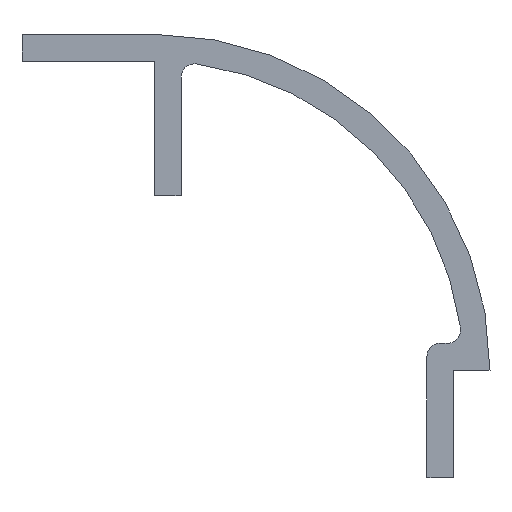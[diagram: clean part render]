
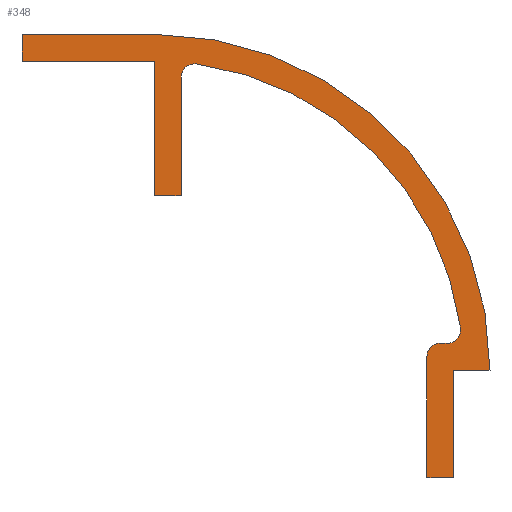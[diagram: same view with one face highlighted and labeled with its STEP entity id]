
A CAD part, front view. The second image highlights one B-rep face of the part: STEP entity #348.
In plain terms, the highlighted planar face has unit normal (0, -1, 0).
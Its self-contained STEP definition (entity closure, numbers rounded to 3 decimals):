
#37=FACE_OUTER_BOUND('',#55,.T.);
#55=EDGE_LOOP('',(#302,#303,#304,#305,#306,#307,#308,#309,#310,#311,#312,
#313,#314,#315,#316,#317));
#68=LINE('',#525,#106);
#73=LINE('',#541,#111);
#75=LINE('',#545,#113);
#77=LINE('',#549,#115);
#79=LINE('',#553,#117);
#81=LINE('',#557,#119);
#83=LINE('',#561,#121);
#86=LINE('',#569,#124);
#88=LINE('',#573,#126);
#90=LINE('',#577,#128);
#92=LINE('',#581,#130);
#106=VECTOR('',#419,10.);
#111=VECTOR('',#438,10.);
#113=VECTOR('',#442,10.);
#115=VECTOR('',#446,10.);
#117=VECTOR('',#450,10.);
#119=VECTOR('',#454,10.);
#121=VECTOR('',#458,10.);
#124=VECTOR('',#467,10.);
#126=VECTOR('',#471,10.);
#128=VECTOR('',#475,10.);
#130=VECTOR('',#479,10.);
#137=CIRCLE('',#371,1.);
#138=CIRCLE('',#373,23.019);
#139=CIRCLE('',#375,1.);
#140=CIRCLE('',#383,25.);
#141=CIRCLE('',#389,1.);
#158=VERTEX_POINT('',#522);
#159=VERTEX_POINT('',#524);
#160=VERTEX_POINT('',#528);
#161=VERTEX_POINT('',#532);
#162=VERTEX_POINT('',#536);
#163=VERTEX_POINT('',#540);
#164=VERTEX_POINT('',#544);
#165=VERTEX_POINT('',#548);
#166=VERTEX_POINT('',#552);
#167=VERTEX_POINT('',#556);
#168=VERTEX_POINT('',#560);
#169=VERTEX_POINT('',#564);
#170=VERTEX_POINT('',#568);
#171=VERTEX_POINT('',#572);
#172=VERTEX_POINT('',#576);
#173=VERTEX_POINT('',#580);
#191=EDGE_CURVE('',#159,#158,#68,.T.);
#193=EDGE_CURVE('',#160,#159,#137,.T.);
#195=EDGE_CURVE('',#161,#160,#138,.T.);
#197=EDGE_CURVE('',#162,#161,#139,.T.);
#199=EDGE_CURVE('',#163,#162,#73,.T.);
#201=EDGE_CURVE('',#164,#163,#75,.T.);
#203=EDGE_CURVE('',#165,#164,#77,.T.);
#205=EDGE_CURVE('',#166,#165,#79,.T.);
#207=EDGE_CURVE('',#167,#166,#81,.F.);
#209=EDGE_CURVE('',#168,#167,#83,.T.);
#211=EDGE_CURVE('',#169,#168,#140,.T.);
#213=EDGE_CURVE('',#170,#169,#86,.T.);
#215=EDGE_CURVE('',#171,#170,#88,.T.);
#217=EDGE_CURVE('',#172,#171,#90,.T.);
#219=EDGE_CURVE('',#173,#172,#92,.T.);
#221=EDGE_CURVE('',#158,#173,#141,.T.);
#302=ORIENTED_EDGE('',*,*,#221,.T.);
#303=ORIENTED_EDGE('',*,*,#219,.T.);
#304=ORIENTED_EDGE('',*,*,#217,.T.);
#305=ORIENTED_EDGE('',*,*,#215,.T.);
#306=ORIENTED_EDGE('',*,*,#213,.T.);
#307=ORIENTED_EDGE('',*,*,#211,.T.);
#308=ORIENTED_EDGE('',*,*,#209,.T.);
#309=ORIENTED_EDGE('',*,*,#207,.T.);
#310=ORIENTED_EDGE('',*,*,#205,.T.);
#311=ORIENTED_EDGE('',*,*,#203,.T.);
#312=ORIENTED_EDGE('',*,*,#201,.T.);
#313=ORIENTED_EDGE('',*,*,#199,.T.);
#314=ORIENTED_EDGE('',*,*,#197,.T.);
#315=ORIENTED_EDGE('',*,*,#195,.T.);
#316=ORIENTED_EDGE('',*,*,#193,.T.);
#317=ORIENTED_EDGE('',*,*,#191,.T.);
#330=PLANE('',#390);
#348=ADVANCED_FACE('',(#37),#330,.T.);
#371=AXIS2_PLACEMENT_3D('',#529,#423,#424);
#373=AXIS2_PLACEMENT_3D('',#533,#428,#429);
#375=AXIS2_PLACEMENT_3D('',#537,#433,#434);
#383=AXIS2_PLACEMENT_3D('',#565,#462,#463);
#389=AXIS2_PLACEMENT_3D('',#584,#483,#484);
#390=AXIS2_PLACEMENT_3D('',#585,#485,#486);
#419=DIRECTION('',(-1.,0.,0.));
#423=DIRECTION('center_axis',(0.,1.,0.));
#424=DIRECTION('ref_axis',(0.,0.,-1.));
#428=DIRECTION('center_axis',(0.,1.,0.));
#429=DIRECTION('ref_axis',(0.991,0.,0.136));
#433=DIRECTION('center_axis',(0.,1.,0.));
#434=DIRECTION('ref_axis',(0.136,0.,0.991));
#438=DIRECTION('',(0.,0.,1.));
#442=DIRECTION('',(1.,0.,0.));
#446=DIRECTION('',(0.,0.,-1.));
#450=DIRECTION('',(1.,0.,0.));
#454=DIRECTION('',(0.,0.,1.));
#458=DIRECTION('',(-1.,0.,0.));
#462=DIRECTION('center_axis',(0.,-1.,0.));
#463=DIRECTION('ref_axis',(1.,0.,0.));
#467=DIRECTION('',(1.,0.,0.));
#471=DIRECTION('',(0.,0.,1.));
#475=DIRECTION('',(1.,0.,0.));
#479=DIRECTION('',(0.,0.,-1.));
#483=DIRECTION('center_axis',(0.,-1.,0.));
#484=DIRECTION('ref_axis',(0.,0.,1.));
#485=DIRECTION('center_axis',(0.,-1.,0.));
#486=DIRECTION('ref_axis',(1.,0.,0.));
#522=CARTESIAN_POINT('',(242.262,-111.959,168.478));
#524=CARTESIAN_POINT('',(242.777,-111.959,168.478));
#525=CARTESIAN_POINT('',(242.262,-111.959,168.478));
#528=CARTESIAN_POINT('',(243.767,-111.959,169.614));
#529=CARTESIAN_POINT('Origin',(242.777,-111.959,169.478));
#532=CARTESIAN_POINT('',(224.099,-111.959,189.282));
#533=CARTESIAN_POINT('Origin',(220.963,-111.959,166.478));
#536=CARTESIAN_POINT('',(222.963,-111.959,188.292));
#537=CARTESIAN_POINT('Origin',(223.963,-111.959,188.292));
#540=CARTESIAN_POINT('',(222.963,-111.959,179.477));
#541=CARTESIAN_POINT('',(222.963,-111.959,179.477));
#544=CARTESIAN_POINT('',(220.963,-111.959,179.477));
#545=CARTESIAN_POINT('',(222.963,-111.959,179.477));
#548=CARTESIAN_POINT('',(220.963,-111.959,189.477));
#549=CARTESIAN_POINT('',(220.963,-111.959,179.477));
#552=CARTESIAN_POINT('',(211.109,-111.959,189.477));
#553=CARTESIAN_POINT('',(210.963,-111.959,189.477));
#556=CARTESIAN_POINT('',(211.109,-111.959,191.477));
#557=CARTESIAN_POINT('',(211.108,-111.959,183.227));
#560=CARTESIAN_POINT('',(221.108,-111.959,191.477));
#561=CARTESIAN_POINT('',(221.108,-111.959,191.477));
#564=CARTESIAN_POINT('',(245.963,-111.959,166.478));
#565=CARTESIAN_POINT('Origin',(220.963,-111.959,166.478));
#568=CARTESIAN_POINT('',(243.262,-111.959,166.478));
#569=CARTESIAN_POINT('',(243.262,-111.959,166.478));
#572=CARTESIAN_POINT('',(243.262,-111.959,158.478));
#573=CARTESIAN_POINT('',(243.262,-111.959,158.478));
#576=CARTESIAN_POINT('',(241.262,-111.959,158.478));
#577=CARTESIAN_POINT('',(241.262,-111.959,158.478));
#580=CARTESIAN_POINT('',(241.262,-111.959,167.478));
#581=CARTESIAN_POINT('',(241.262,-111.959,166.478));
#584=CARTESIAN_POINT('Origin',(242.262,-111.959,167.478));
#585=CARTESIAN_POINT('Origin',(228.463,-111.959,174.978));
